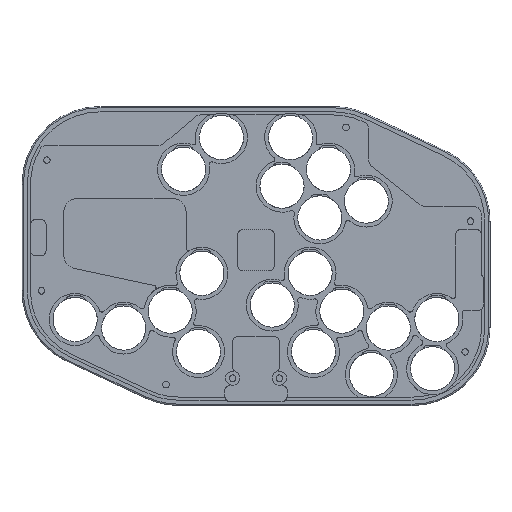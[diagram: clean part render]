
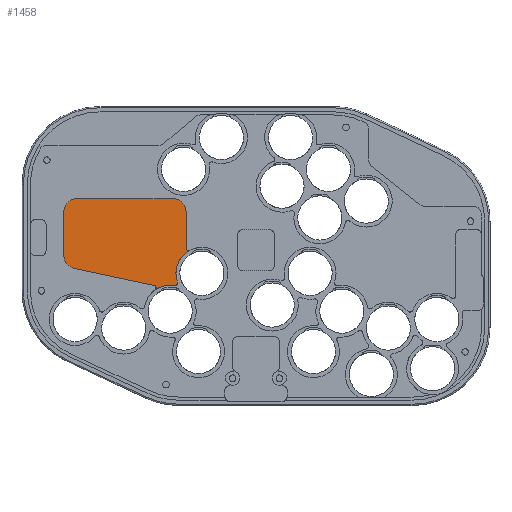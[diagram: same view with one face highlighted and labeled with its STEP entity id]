
A CAD part, front view. The second image highlights one B-rep face of the part: STEP entity #1458.
In plain terms, the highlighted planar face has unit normal (0, -1, 0).
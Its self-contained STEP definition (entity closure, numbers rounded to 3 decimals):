
#108 = ORIENTED_EDGE ( 'NONE', *, *, #7458, .T. ) ;
#262 = CARTESIAN_POINT ( 'NONE',  ( -25.443, 8.65, 2.204 ) ) ;
#359 = VERTEX_POINT ( 'NONE', #14733 ) ;
#743 = DIRECTION ( 'NONE',  ( 0., 1., 0. ) ) ;
#804 = EDGE_CURVE ( 'NONE', #13767, #12262, #12369, .T. ) ;
#835 = AXIS2_PLACEMENT_3D ( 'NONE', #16431, #7415, #1285 ) ;
#962 = DIRECTION ( 'NONE',  ( 0.978, 0., -0.208 ) ) ;
#1135 = LINE ( 'NONE', #11303, #12663 ) ;
#1150 = CARTESIAN_POINT ( 'NONE',  ( -38.865, 8.65, -13.098 ) ) ;
#1220 = EDGE_CURVE ( 'NONE', #15951, #16632, #1135, .T. ) ;
#1285 = DIRECTION ( 'NONE',  ( 0., 0., -1. ) ) ;
#1372 = EDGE_CURVE ( 'NONE', #8997, #359, #15610, .T. ) ;
#1458 = ADVANCED_FACE ( 'NONE', ( #3204 ), #4310, .T. ) ;
#1500 = EDGE_CURVE ( 'NONE', #6133, #13002, #8087, .T. ) ;
#1816 = EDGE_CURVE ( 'NONE', #12262, #359, #9434, .T. ) ;
#1913 = CIRCLE ( 'NONE', #2466, 5. ) ;
#2174 = ORIENTED_EDGE ( 'NONE', *, *, #3142, .T. ) ;
#2196 = AXIS2_PLACEMENT_3D ( 'NONE', #12267, #743, #7212 ) ;
#2383 = EDGE_CURVE ( 'NONE', #13767, #10134, #12307, .T. ) ;
#2466 = AXIS2_PLACEMENT_3D ( 'NONE', #4442, #12181, #16305 ) ;
#2469 = VERTEX_POINT ( 'NONE', #10349 ) ;
#2561 = DIRECTION ( 'NONE',  ( 0., 1., 0. ) ) ;
#2617 = EDGE_CURVE ( 'NONE', #13002, #15951, #7467, .T. ) ;
#2733 = VECTOR ( 'NONE', #15825, 1000. ) ;
#2788 = ORIENTED_EDGE ( 'NONE', *, *, #2383, .T. ) ;
#2917 = DIRECTION ( 'NONE',  ( 0., 0., -1. ) ) ;
#3049 = CARTESIAN_POINT ( 'NONE',  ( -73.908, 8.65, 17.07 ) ) ;
#3142 = EDGE_CURVE ( 'NONE', #13202, #5540, #14356, .T. ) ;
#3204 = FACE_OUTER_BOUND ( 'NONE', #15219, .T. ) ;
#4062 = AXIS2_PLACEMENT_3D ( 'NONE', #7846, #2561, #10364 ) ;
#4150 = CARTESIAN_POINT ( 'NONE',  ( -68.908, 8.65, 17.07 ) ) ;
#4198 = LINE ( 'NONE', #10822, #11137 ) ;
#4290 = DIRECTION ( 'NONE',  ( 0., -1., 0. ) ) ;
#4295 = DIRECTION ( 'NONE',  ( 0., 0., -1. ) ) ;
#4310 = PLANE ( 'NONE',  #9423 ) ;
#4323 = ORIENTED_EDGE ( 'NONE', *, *, #1500, .T. ) ;
#4442 = CARTESIAN_POINT ( 'NONE',  ( -31.908, 8.65, 17.07 ) ) ;
#4534 = CARTESIAN_POINT ( 'NONE',  ( -30.214, 8.65, -10.028 ) ) ;
#4931 = ORIENTED_EDGE ( 'NONE', *, *, #8734, .T. ) ;
#5114 = ORIENTED_EDGE ( 'NONE', *, *, #1372, .T. ) ;
#5540 = VERTEX_POINT ( 'NONE', #12803 ) ;
#5546 = CARTESIAN_POINT ( 'NONE',  ( -68.908, 8.65, 0.109 ) ) ;
#5754 = CARTESIAN_POINT ( 'NONE',  ( -69.947, 8.65, -4.782 ) ) ;
#5791 = DIRECTION ( 'NONE',  ( 0., 1., 0. ) ) ;
#5964 = CARTESIAN_POINT ( 'NONE',  ( -73.908, 8.65, 17.07 ) ) ;
#6133 = VERTEX_POINT ( 'NONE', #5964 ) ;
#6257 = ORIENTED_EDGE ( 'NONE', *, *, #12569, .T. ) ;
#6388 = DIRECTION ( 'NONE',  ( 0., 0., -1. ) ) ;
#6459 = CARTESIAN_POINT ( 'NONE',  ( -73.908, 8.65, 0.109 ) ) ;
#6640 = VERTEX_POINT ( 'NONE', #9131 ) ;
#6661 = DIRECTION ( 'NONE',  ( 0., -1., 0. ) ) ;
#6718 = AXIS2_PLACEMENT_3D ( 'NONE', #11076, #13428, #14867 ) ;
#7077 = AXIS2_PLACEMENT_3D ( 'NONE', #12193, #5791, #4295 ) ;
#7212 = DIRECTION ( 'NONE',  ( 0., 0., -1. ) ) ;
#7415 = DIRECTION ( 'NONE',  ( 0., 1., 0. ) ) ;
#7458 = EDGE_CURVE ( 'NONE', #13851, #6640, #11071, .T. ) ;
#7467 = CIRCLE ( 'NONE', #9336, 5. ) ;
#7582 = DIRECTION ( 'NONE',  ( 0., 1., 0. ) ) ;
#7846 = CARTESIAN_POINT ( 'NONE',  ( -33.014, 8.65, -21.208 ) ) ;
#8036 = CARTESIAN_POINT ( 'NONE',  ( -68.908, 8.65, 17.07 ) ) ;
#8087 = LINE ( 'NONE', #3049, #2733 ) ;
#8135 = ORIENTED_EDGE ( 'NONE', *, *, #13015, .T. ) ;
#8439 = EDGE_CURVE ( 'NONE', #2469, #13202, #1913, .T. ) ;
#8693 = DIRECTION ( 'NONE',  ( 0., 0., -1. ) ) ;
#8734 = EDGE_CURVE ( 'NONE', #5540, #6133, #11332, .T. ) ;
#8997 = VERTEX_POINT ( 'NONE', #1150 ) ;
#9131 = CARTESIAN_POINT ( 'NONE',  ( -26.908, 8.65, 3.09 ) ) ;
#9172 = CARTESIAN_POINT ( 'NONE',  ( -20.801, 8.65, -6.653 ) ) ;
#9240 = CIRCLE ( 'NONE', #7077, 1. ) ;
#9336 = AXIS2_PLACEMENT_3D ( 'NONE', #5546, #4290, #9407 ) ;
#9356 = CIRCLE ( 'NONE', #13138, 1. ) ;
#9407 = DIRECTION ( 'NONE',  ( 0., 0., -1. ) ) ;
#9423 = AXIS2_PLACEMENT_3D ( 'NONE', #4150, #6661, #10689 ) ;
#9434 = CIRCLE ( 'NONE', #2196, 1. ) ;
#9999 = CARTESIAN_POINT ( 'NONE',  ( -25.908, 8.65, 2.09 ) ) ;
#10134 = VERTEX_POINT ( 'NONE', #262 ) ;
#10181 = VECTOR ( 'NONE', #13252, 1000. ) ;
#10349 = CARTESIAN_POINT ( 'NONE',  ( -26.908, 8.65, 17.07 ) ) ;
#10364 = DIRECTION ( 'NONE',  ( 0., 0., -1. ) ) ;
#10689 = DIRECTION ( 'NONE',  ( 0., 0., -1. ) ) ;
#10822 = CARTESIAN_POINT ( 'NONE',  ( -26.908, 8.65, -7.756 ) ) ;
#11071 = CIRCLE ( 'NONE', #835, 1. ) ;
#11076 = CARTESIAN_POINT ( 'NONE',  ( -31.155, 8.65, -10.366 ) ) ;
#11137 = VECTOR ( 'NONE', #13280, 1000. ) ;
#11303 = CARTESIAN_POINT ( 'NONE',  ( -69.947, 8.65, -4.782 ) ) ;
#11332 = CIRCLE ( 'NONE', #15366, 5. ) ;
#11476 = DIRECTION ( 'NONE',  ( 0., 1., 0. ) ) ;
#11586 = ORIENTED_EDGE ( 'NONE', *, *, #14937, .T. ) ;
#12181 = DIRECTION ( 'NONE',  ( 0., -1., 0. ) ) ;
#12193 = CARTESIAN_POINT ( 'NONE',  ( -25.908, 8.65, 3.09 ) ) ;
#12262 = VERTEX_POINT ( 'NONE', #16036 ) ;
#12267 = CARTESIAN_POINT ( 'NONE',  ( -31.155, 8.65, -10.366 ) ) ;
#12297 = ORIENTED_EDGE ( 'NONE', *, *, #804, .F. ) ;
#12307 = CIRCLE ( 'NONE', #16599, 10. ) ;
#12369 = CIRCLE ( 'NONE', #6718, 1. ) ;
#12569 = EDGE_CURVE ( 'NONE', #10134, #13851, #9240, .T. ) ;
#12576 = CARTESIAN_POINT ( 'NONE',  ( -39.45, 8.65, -12.287 ) ) ;
#12663 = VECTOR ( 'NONE', #962, 1000. ) ;
#12679 = ORIENTED_EDGE ( 'NONE', *, *, #1816, .F. ) ;
#12803 = CARTESIAN_POINT ( 'NONE',  ( -68.908, 8.65, 22.07 ) ) ;
#13002 = VERTEX_POINT ( 'NONE', #6459 ) ;
#13015 = EDGE_CURVE ( 'NONE', #6640, #2469, #4198, .T. ) ;
#13138 = AXIS2_PLACEMENT_3D ( 'NONE', #12576, #11476, #8693 ) ;
#13168 = CARTESIAN_POINT ( 'NONE',  ( -31.908, 8.65, 22.07 ) ) ;
#13202 = VERTEX_POINT ( 'NONE', #16383 ) ;
#13252 = DIRECTION ( 'NONE',  ( -1., 0., 0. ) ) ;
#13280 = DIRECTION ( 'NONE',  ( 0., 0., 1. ) ) ;
#13428 = DIRECTION ( 'NONE',  ( 0., 1., 0. ) ) ;
#13627 = CARTESIAN_POINT ( 'NONE',  ( -39.242, 8.65, -11.309 ) ) ;
#13767 = VERTEX_POINT ( 'NONE', #4534 ) ;
#13851 = VERTEX_POINT ( 'NONE', #9999 ) ;
#14236 = ORIENTED_EDGE ( 'NONE', *, *, #1220, .T. ) ;
#14356 = LINE ( 'NONE', #13168, #10181 ) ;
#14722 = ORIENTED_EDGE ( 'NONE', *, *, #2617, .T. ) ;
#14733 = CARTESIAN_POINT ( 'NONE',  ( -31.324, 8.65, -11.351 ) ) ;
#14867 = DIRECTION ( 'NONE',  ( 0., 0., -1. ) ) ;
#14937 = EDGE_CURVE ( 'NONE', #16632, #8997, #9356, .T. ) ;
#15030 = ORIENTED_EDGE ( 'NONE', *, *, #8439, .T. ) ;
#15219 = EDGE_LOOP ( 'NONE', ( #2788, #6257, #108, #8135, #15030, #2174, #4931, #4323, #14722, #14236, #11586, #5114, #12679, #12297 ) ) ;
#15366 = AXIS2_PLACEMENT_3D ( 'NONE', #8036, #15705, #2917 ) ;
#15610 = CIRCLE ( 'NONE', #4062, 10. ) ;
#15705 = DIRECTION ( 'NONE',  ( 0., -1., 0. ) ) ;
#15825 = DIRECTION ( 'NONE',  ( 0., 0., -1. ) ) ;
#15951 = VERTEX_POINT ( 'NONE', #5754 ) ;
#16036 = CARTESIAN_POINT ( 'NONE',  ( -31.155, 8.65, -11.366 ) ) ;
#16305 = DIRECTION ( 'NONE',  ( 0., 0., 1. ) ) ;
#16383 = CARTESIAN_POINT ( 'NONE',  ( -31.908, 8.65, 22.07 ) ) ;
#16431 = CARTESIAN_POINT ( 'NONE',  ( -25.908, 8.65, 3.09 ) ) ;
#16599 = AXIS2_PLACEMENT_3D ( 'NONE', #9172, #7582, #6388 ) ;
#16632 = VERTEX_POINT ( 'NONE', #13627 ) ;
